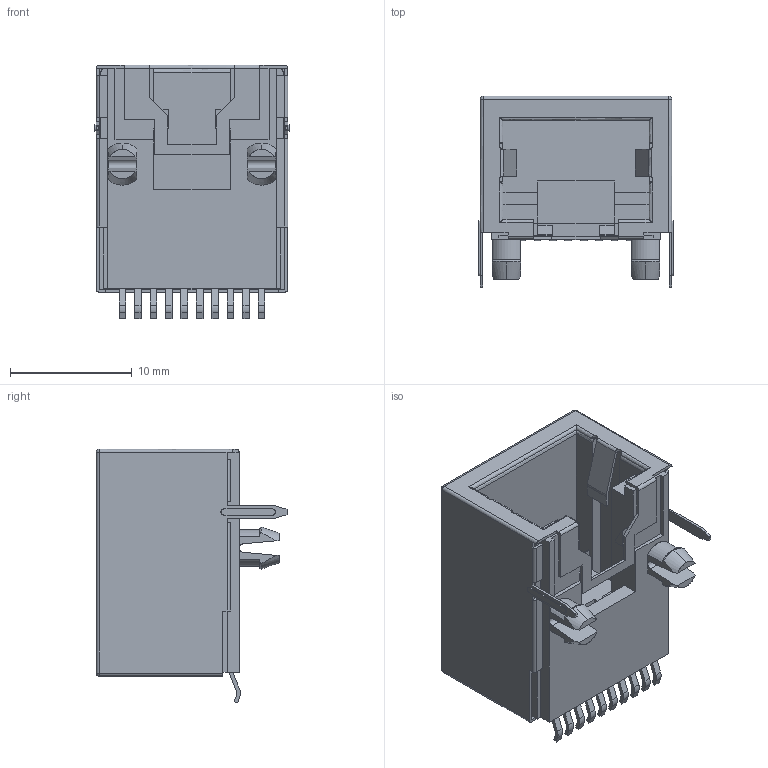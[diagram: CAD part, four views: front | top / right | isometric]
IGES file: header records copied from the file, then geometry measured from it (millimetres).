
Start section: SolidWorks IGES file using analytic representation for surfaces
Global section: file name: GMX-SMT2-S-1010_rA2.IGS; native system: SolidWorks 2007; preprocessor: SolidWorks 2007; author: Patrick; date: 100831.110228; units: millimetre
Bounding box: 15.94 x 15.75 x 20.85 mm (x, y, z)
Surface area: 3325.5 mm2 (no closed solid volume)
Topology: 0 solids, 0 shells, 345 faces, 2416 edges, 2410 vertices
Faces by surface type: bspline 252, revolution 93
